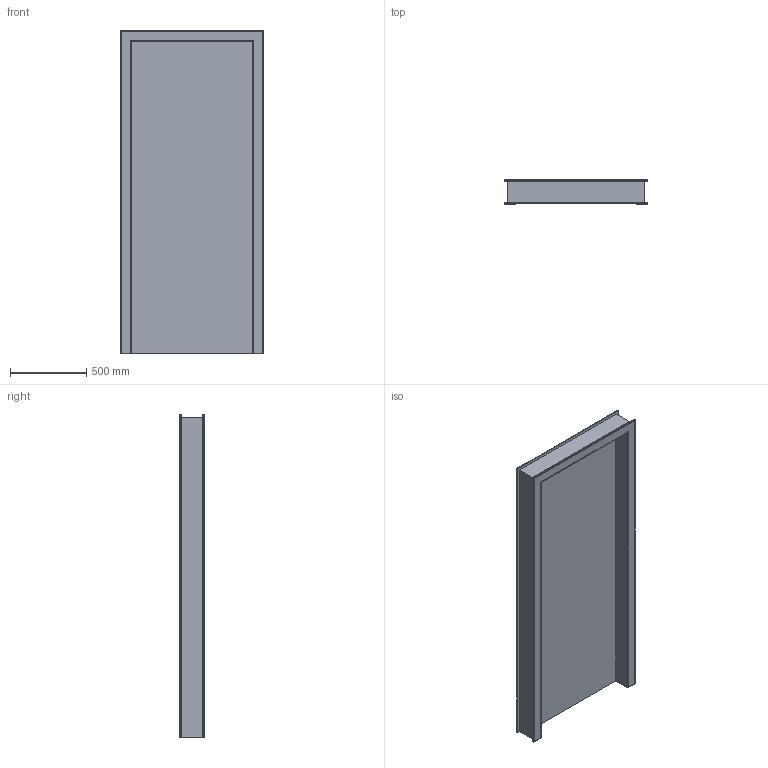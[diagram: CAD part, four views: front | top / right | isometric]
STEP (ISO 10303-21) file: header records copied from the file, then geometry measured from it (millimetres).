
FILE_DESCRIPTION(('FreeCAD Model'),'2;1');
FILE_NAME('Single door with trims.step', '2016-10-04T14:11:05',('Author'),(''), 'Open CASCADE STEP processor 6.8','FreeCAD','Unknown');
FILE_SCHEMA(('AUTOMOTIVE_DESIGN_CC2 { 1 2 10303 214 -1 1 5 4 }'));
Length unit declared in the file: millimetre
Products named in the file (5): ASSEMBLY; Single_door; Final_trim; Trim; Final_trim_(Mirror_#1)
Assembly tree (4 placements, depth 2):
  ASSEMBLY
    Single_door
    Final_trim
    Trim
    Final_trim_(Mirror_#1)
Bounding box: 940 x 160 x 2120 mm (x, y, z)
Volume: 111028250.6 mm3; surface area: 7793421.7 mm2
Topology: 5 solids, 5 shells, 58 faces, 136 edges, 88 vertices
Faces by surface type: plane 46, cylinder 12
Entity records: 4034 total; most frequent: CARTESIAN_POINT 1031, DIRECTION 522, LINE 368, VECTOR 368, ORIENTED_EDGE 272, PCURVE 272, DEFINITIONAL_REPRESENTATION 272, EDGE_CURVE 136
